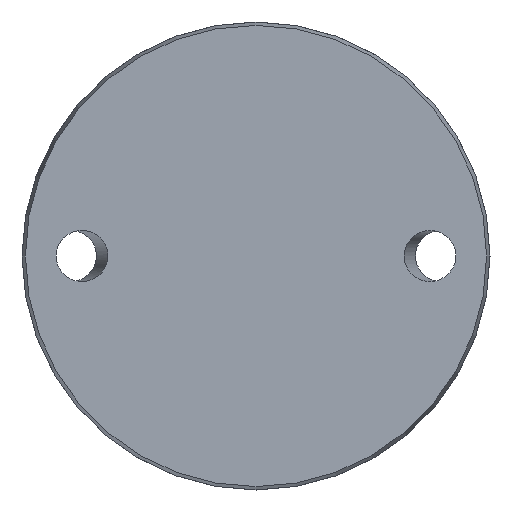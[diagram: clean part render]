
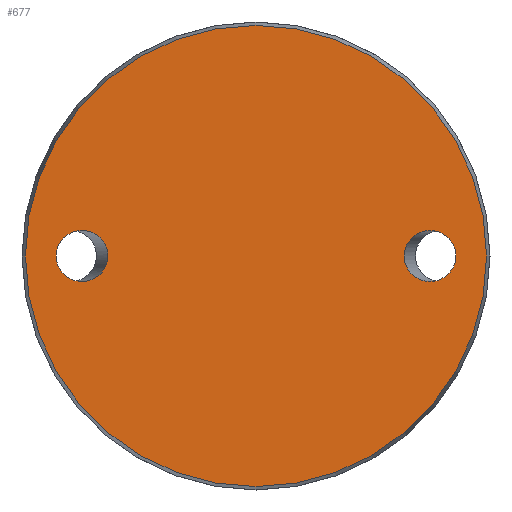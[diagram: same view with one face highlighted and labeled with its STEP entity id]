
A CAD part, front view. The second image highlights one B-rep face of the part: STEP entity #677.
In plain terms, the highlighted planar face has unit normal (0, -1, 0).
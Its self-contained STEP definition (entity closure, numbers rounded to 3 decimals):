
#4 = CARTESIAN_POINT ( 'NONE',  ( -33.309, 0., 0. ) ) ;
#7 = CARTESIAN_POINT ( 'NONE',  ( 33.309, 0., -8.5 ) ) ;
#47 = AXIS2_PLACEMENT_3D ( 'NONE', #442, #302, #754 ) ;
#71 = CARTESIAN_POINT ( 'NONE',  ( -33.309, 0., 0. ) ) ;
#78 = VERTEX_POINT ( 'NONE', #990 ) ;
#87 = CARTESIAN_POINT ( 'NONE',  ( -24.691, 0., 0. ) ) ;
#89 = ORIENTED_EDGE ( 'NONE', *, *, #243, .F. ) ;
#103 = FACE_BOUND ( 'NONE', #736, .T. ) ;
#110 = FACE_OUTER_BOUND ( 'NONE', #258, .T. ) ;
#163 = CARTESIAN_POINT ( 'NONE',  ( -33.309, 0., 8.5 ) ) ;
#215 = VERTEX_POINT ( 'NONE', #71 ) ;
#222 = EDGE_LOOP ( 'NONE', ( #681 ) ) ;
#243 = EDGE_CURVE ( 'NONE', #673, #673, #526, .T. ) ;
#258 = EDGE_LOOP ( 'NONE', ( #926 ) ) ;
#284 = CARTESIAN_POINT ( 'NONE',  ( 24.691, 0., 0. ) ) ;
#300 = CARTESIAN_POINT ( 'NONE',  ( 24.691, 0., 8.5 ) ) ;
#302 = DIRECTION ( 'NONE',  ( 0., -1., 0. ) ) ;
#335 = DIRECTION ( 'NONE',  ( 0., 1., 0. ) ) ;
#364 = CARTESIAN_POINT ( 'NONE',  ( -33.309, 0., 0. ) ) ;
#370 = CARTESIAN_POINT ( 'NONE',  ( -24.691, 0., -8.5 ) ) ;
#385 = FACE_BOUND ( 'NONE', #222, .T. ) ;
#406 = CIRCLE ( 'NONE', #47, 38.425 ) ;
#409 = DIRECTION ( 'NONE',  ( 0., 0., 1. ) ) ;
#442 = CARTESIAN_POINT ( 'NONE',  ( 0., 0., 0. ) ) ;
#486 = CARTESIAN_POINT ( 'NONE',  ( -38.425, 0., 0. ) ) ;
#518 = EDGE_CURVE ( 'NONE', #215, #215, #642, .T. ) ;
#526 =( BOUNDED_CURVE ( )  B_SPLINE_CURVE ( 3, ( #834, #893, #7, #915, #612, #300, #695 ),
 .UNSPECIFIED., .T., .F. ) 
 B_SPLINE_CURVE_WITH_KNOTS ( ( 4, 3, 4 ),
 ( 0., 3.142, 6.283 ),
 .UNSPECIFIED. ) 
 CURVE ( )  GEOMETRIC_REPRESENTATION_ITEM ( )  RATIONAL_B_SPLINE_CURVE ( ( 1., 0.333, 0.333, 1., 0.333, 0.333, 1. ) ) 
 REPRESENTATION_ITEM ( '' )  );
#566 = PLANE ( 'NONE',  #954 ) ;
#601 = EDGE_CURVE ( 'NONE', #78, #78, #406, .T. ) ;
#612 = CARTESIAN_POINT ( 'NONE',  ( 33.309, 0., 8.5 ) ) ;
#642 =( BOUNDED_CURVE ( )  B_SPLINE_CURVE ( 3, ( #4, #163, #680, #87, #370, #899, #364 ),
 .UNSPECIFIED., .T., .F. ) 
 B_SPLINE_CURVE_WITH_KNOTS ( ( 4, 3, 4 ),
 ( 0., 3.142, 6.283 ),
 .UNSPECIFIED. ) 
 CURVE ( )  GEOMETRIC_REPRESENTATION_ITEM ( )  RATIONAL_B_SPLINE_CURVE ( ( 1., 0.333, 0.333, 1., 0.333, 0.333, 1. ) ) 
 REPRESENTATION_ITEM ( '' )  );
#673 = VERTEX_POINT ( 'NONE', #284 ) ;
#677 = ADVANCED_FACE ( 'NONE', ( #385, #103, #110 ), #566, .F. ) ;
#680 = CARTESIAN_POINT ( 'NONE',  ( -24.691, 0., 8.5 ) ) ;
#681 = ORIENTED_EDGE ( 'NONE', *, *, #518, .T. ) ;
#695 = CARTESIAN_POINT ( 'NONE',  ( 24.691, 0., 0. ) ) ;
#736 = EDGE_LOOP ( 'NONE', ( #89 ) ) ;
#754 = DIRECTION ( 'NONE',  ( 0., 0., -1. ) ) ;
#834 = CARTESIAN_POINT ( 'NONE',  ( 24.691, 0., 0. ) ) ;
#893 = CARTESIAN_POINT ( 'NONE',  ( 24.691, 0., -8.5 ) ) ;
#899 = CARTESIAN_POINT ( 'NONE',  ( -33.309, 0., -8.5 ) ) ;
#915 = CARTESIAN_POINT ( 'NONE',  ( 33.309, 0., 0. ) ) ;
#926 = ORIENTED_EDGE ( 'NONE', *, *, #601, .T. ) ;
#954 = AXIS2_PLACEMENT_3D ( 'NONE', #486, #335, #409 ) ;
#990 = CARTESIAN_POINT ( 'NONE',  ( 0., 0., -38.425 ) ) ;
